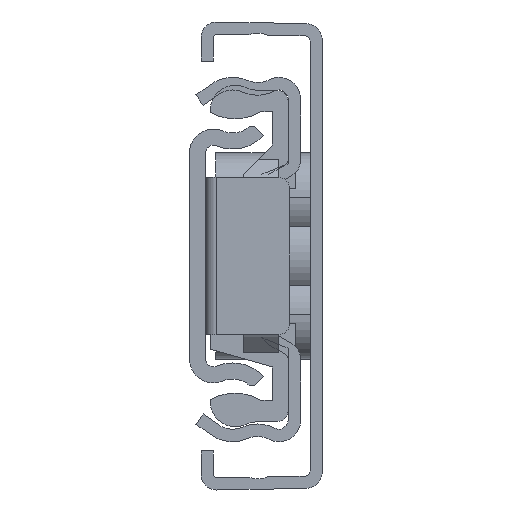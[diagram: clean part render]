
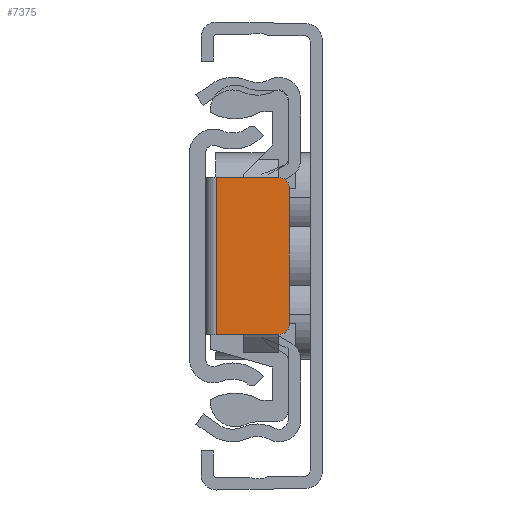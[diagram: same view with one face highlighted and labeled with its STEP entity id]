
A CAD part, left-side view. The second image highlights one B-rep face of the part: STEP entity #7375.
In plain terms, the highlighted face is planar.
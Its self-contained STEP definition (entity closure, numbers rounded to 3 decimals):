
#97 = VERTEX_POINT ( 'NONE', #4243 ) ;
#608 = DIRECTION ( 'NONE',  ( 1., 0., 0. ) ) ;
#771 = ORIENTED_EDGE ( 'NONE', *, *, #4443, .T. ) ;
#987 = CARTESIAN_POINT ( 'NONE',  ( -7.5, -9.541, -1. ) ) ;
#1009 = ORIENTED_EDGE ( 'NONE', *, *, #3157, .F. ) ;
#1435 = CIRCLE ( 'NONE', #6855, 1. ) ;
#2000 = VECTOR ( 'NONE', #2679, 1000. ) ;
#2320 = VERTEX_POINT ( 'NONE', #7340 ) ;
#2679 = DIRECTION ( 'NONE',  ( 0., 1., 0. ) ) ;
#2981 = CARTESIAN_POINT ( 'NONE',  ( -7.5, -2.541, -1. ) ) ;
#3053 = LINE ( 'NONE', #4008, #6977 ) ;
#3070 = VECTOR ( 'NONE', #5185, 1000. ) ;
#3085 = AXIS2_PLACEMENT_3D ( 'NONE', #3348, #3938, #8964 ) ;
#3154 = ORIENTED_EDGE ( 'NONE', *, *, #6839, .F. ) ;
#3157 = EDGE_CURVE ( 'NONE', #8139, #97, #8457, .T. ) ;
#3348 = CARTESIAN_POINT ( 'NONE',  ( 6.5, -8.541, -1. ) ) ;
#3398 = DIRECTION ( 'NONE',  ( 1., 0., 0. ) ) ;
#3478 = CARTESIAN_POINT ( 'NONE',  ( 7.5, -9.541, -1. ) ) ;
#3582 = CARTESIAN_POINT ( 'NONE',  ( -7.5, -9.541, -1. ) ) ;
#3851 = DIRECTION ( 'NONE',  ( 0., 1., 0. ) ) ;
#3938 = DIRECTION ( 'NONE',  ( 0., 0., -1. ) ) ;
#4008 = CARTESIAN_POINT ( 'NONE',  ( -7.5, -9.541, -1. ) ) ;
#4214 = DIRECTION ( 'NONE',  ( 0., 0., 1. ) ) ;
#4243 = CARTESIAN_POINT ( 'NONE',  ( 7.5, -2.541, -1. ) ) ;
#4258 = CARTESIAN_POINT ( 'NONE',  ( 6.5, -9.541, -1. ) ) ;
#4287 = CARTESIAN_POINT ( 'NONE',  ( 7.5, -8.541, -1. ) ) ;
#4432 = VECTOR ( 'NONE', #608, 1000. ) ;
#4443 = EDGE_CURVE ( 'NONE', #9744, #97, #7017, .T. ) ;
#4483 = VERTEX_POINT ( 'NONE', #7906 ) ;
#5015 = FACE_OUTER_BOUND ( 'NONE', #10252, .T. ) ;
#5107 = DIRECTION ( 'NONE',  ( 0., 0., -1. ) ) ;
#5185 = DIRECTION ( 'NONE',  ( 1., 0., 0. ) ) ;
#5433 = EDGE_CURVE ( 'NONE', #2320, #9744, #3053, .T. ) ;
#6268 = CARTESIAN_POINT ( 'NONE',  ( 7.5, -2.541, -1. ) ) ;
#6481 = CIRCLE ( 'NONE', #3085, 1. ) ;
#6839 = EDGE_CURVE ( 'NONE', #4483, #8750, #9838, .T. ) ;
#6855 = AXIS2_PLACEMENT_3D ( 'NONE', #7590, #5107, #3398 ) ;
#6977 = VECTOR ( 'NONE', #3851, 1000. ) ;
#7017 = LINE ( 'NONE', #6268, #4432 ) ;
#7310 = ORIENTED_EDGE ( 'NONE', *, *, #5433, .T. ) ;
#7340 = CARTESIAN_POINT ( 'NONE',  ( -7.5, -8.541, -1. ) ) ;
#7375 = ADVANCED_FACE ( 'NONE', ( #5015 ), #8239, .F. ) ;
#7590 = CARTESIAN_POINT ( 'NONE',  ( -6.5, -8.541, -1. ) ) ;
#7906 = CARTESIAN_POINT ( 'NONE',  ( -6.5, -9.541, -1. ) ) ;
#8139 = VERTEX_POINT ( 'NONE', #4287 ) ;
#8239 = PLANE ( 'NONE',  #9188 ) ;
#8457 = LINE ( 'NONE', #3478, #2000 ) ;
#8705 = EDGE_CURVE ( 'NONE', #4483, #2320, #1435, .T. ) ;
#8750 = VERTEX_POINT ( 'NONE', #4258 ) ;
#8964 = DIRECTION ( 'NONE',  ( 1., 0., 0. ) ) ;
#9188 = AXIS2_PLACEMENT_3D ( 'NONE', #987, #4214, #9880 ) ;
#9744 = VERTEX_POINT ( 'NONE', #2981 ) ;
#9838 = LINE ( 'NONE', #3582, #3070 ) ;
#9880 = DIRECTION ( 'NONE',  ( 1., 0., 0. ) ) ;
#9897 = EDGE_CURVE ( 'NONE', #8139, #8750, #6481, .T. ) ;
#10252 = EDGE_LOOP ( 'NONE', ( #1009, #10280, #3154, #10348, #7310, #771 ) ) ;
#10280 = ORIENTED_EDGE ( 'NONE', *, *, #9897, .T. ) ;
#10348 = ORIENTED_EDGE ( 'NONE', *, *, #8705, .T. ) ;
